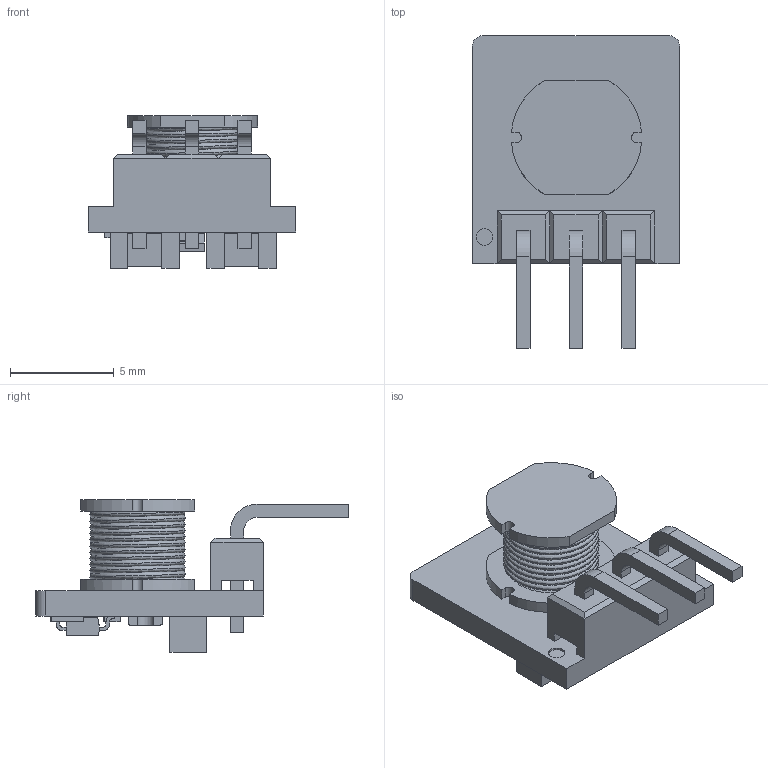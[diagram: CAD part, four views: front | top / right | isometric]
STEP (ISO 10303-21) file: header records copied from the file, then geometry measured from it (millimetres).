
FILE_DESCRIPTION (( 'STEP AP214' ), '1' );
FILE_NAME ('CUI_VXO7805-500.step', '2017-11-22T02:28:17', ( '' ), ( '' ), 'SwSTEP 2.0', 'SolidWorks 2017', '' );
FILE_SCHEMA (( 'AUTOMOTIVE_DESIGN' ));
Length unit declared in the file: millimetre
Products named in the file (1): CUI_VXO7805-500
Bounding box: 10 x 15.1 x 7.38 mm (x, y, z)
Volume: 296.6 mm3; surface area: 730.3 mm2
Topology: 3 solids, 3 shells, 731 faces, 1967 edges, 1266 vertices
Faces by surface type: plane 413, bspline 201, cylinder 97, sphere 20
Entity records: 38281 total; most frequent: CARTESIAN_POINT 19497, ORIENTED_EDGE 3894, DIRECTION 2787, EDGE_CURVE 1947, VECTOR 1333, LINE 1333, VERTEX_POINT 1266, EDGE_LOOP 795
